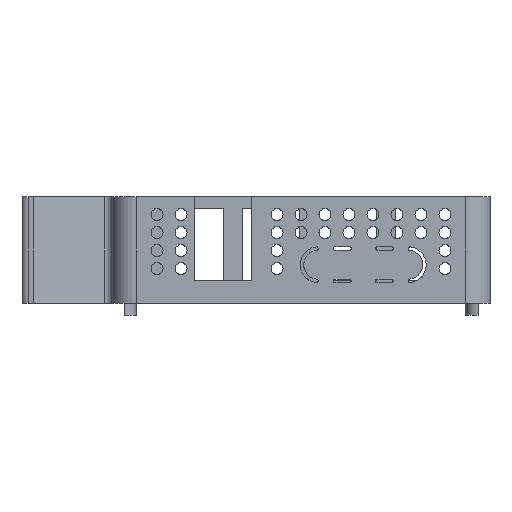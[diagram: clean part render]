
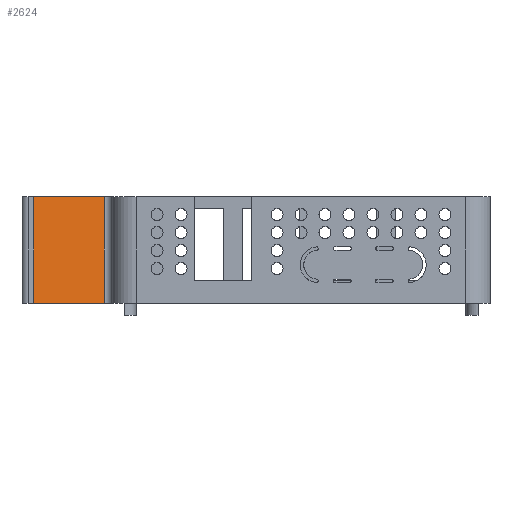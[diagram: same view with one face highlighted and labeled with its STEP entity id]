
A CAD part, left-side view. The second image highlights one B-rep face of the part: STEP entity #2624.
In plain terms, the highlighted planar face has unit normal (-0.966, -0.26, 0).
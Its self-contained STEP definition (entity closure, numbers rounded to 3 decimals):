
#2597=AXIS2_PLACEMENT_3D('Plane Axis2P3D',#2594,#2595,#2596) ;
#130=CARTESIAN_POINT('Vertex',(20.661,58.26,17.8)) ;
#133=CARTESIAN_POINT('Line Origine',(20.661,58.26,8.9)) ;
#137=CARTESIAN_POINT('Vertex',(20.661,58.26,0.)) ;
#2594=CARTESIAN_POINT('Axis2P3D Location',(21.,57.,0.)) ;
#2599=CARTESIAN_POINT('Line Origine',(19.08,64.13,17.8)) ;
#2603=CARTESIAN_POINT('Vertex',(17.5,70.,17.8)) ;
#2606=CARTESIAN_POINT('Line Origine',(17.5,70.,8.9)) ;
#2610=CARTESIAN_POINT('Vertex',(17.5,70.,0.)) ;
#2613=CARTESIAN_POINT('Line Origine',(19.08,64.13,0.)) ;
#134=DIRECTION('Vector Direction',(0.,0.,1.)) ;
#2595=DIRECTION('Axis2P3D Direction',(0.966,0.26,-0.)) ;
#2596=DIRECTION('Axis2P3D XDirection',(-0.26,0.966,0.)) ;
#2600=DIRECTION('Vector Direction',(-0.26,0.966,0.)) ;
#2607=DIRECTION('Vector Direction',(0.,0.,1.)) ;
#2614=DIRECTION('Vector Direction',(-0.26,0.966,0.)) ;
#135=VECTOR('Line Direction',#134,1.) ;
#2601=VECTOR('Line Direction',#2600,1.) ;
#2608=VECTOR('Line Direction',#2607,1.) ;
#2615=VECTOR('Line Direction',#2614,1.) ;
#2618=EDGE_LOOP('',(#2619,#2620,#2621,#2622)) ;
#2619=ORIENTED_EDGE('',*,*,#139,.F.) ;
#2620=ORIENTED_EDGE('',*,*,#2605,.T.) ;
#2621=ORIENTED_EDGE('',*,*,#2612,.F.) ;
#2622=ORIENTED_EDGE('',*,*,#2617,.F.) ;
#139=EDGE_CURVE('',#131,#138,#136,.F.) ;
#2605=EDGE_CURVE('',#131,#2604,#2602,.T.) ;
#2612=EDGE_CURVE('',#2611,#2604,#2609,.T.) ;
#2617=EDGE_CURVE('',#138,#2611,#2616,.T.) ;
#131=VERTEX_POINT('',#130) ;
#138=VERTEX_POINT('',#137) ;
#2604=VERTEX_POINT('',#2603) ;
#2611=VERTEX_POINT('',#2610) ;
#136=LINE('Line',#133,#135) ;
#2602=LINE('Line',#2599,#2601) ;
#2609=LINE('Line',#2606,#2608) ;
#2616=LINE('Line',#2613,#2615) ;
#2598=PLANE('',#2597) ;
#2623=FACE_OUTER_BOUND('',#2618,.T.) ;
#2624=ADVANCED_FACE('Corps principal',(#2623),#2598,.F.) ;
